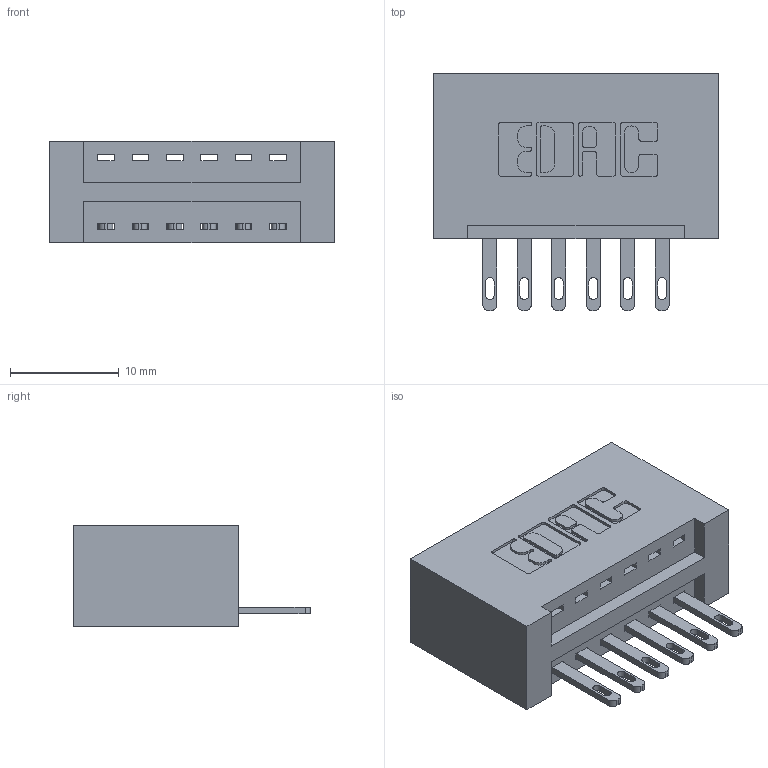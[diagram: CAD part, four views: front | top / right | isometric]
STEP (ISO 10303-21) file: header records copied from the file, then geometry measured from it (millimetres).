
FILE_DESCRIPTION (( 'STEP AP203' ), '1' );
FILE_NAME ('896-006-500-101.STEP', '2021-07-27T13:39:53', ( '' ), ( '' ), 'SwSTEP 2.0', 'SolidWorks 2020', '' );
FILE_SCHEMA (( 'CONFIG_CONTROL_DESIGN' ));
Length unit declared in the file: inch
Products named in the file (3): 345-292-001_345-293-100; 846 Part_No Mounting Lugs; 896-006-500-101
Assembly tree (7 placements, depth 2):
  896-006-500-101
    846 Part_No Mounting Lugs
    345-292-001_345-293-100  x6
Bounding box: 26.29 x 21.84 x 9.4 mm (x, y, z)
Volume: 2821.5 mm3; surface area: 3227.2 mm2
Topology: 7 solids, 7 shells, 438 faces, 1313 edges, 874 vertices
Faces by surface type: plane 276, cylinder 162
Entity records: 8223 total; most frequent: CARTESIAN_POINT 1426, ORIENTED_EDGE 1366, DIRECTION 1299, EDGE_CURVE 683, LINE 531, VECTOR 531, VERTEX_POINT 454, AXIS2_PLACEMENT_3D 384
